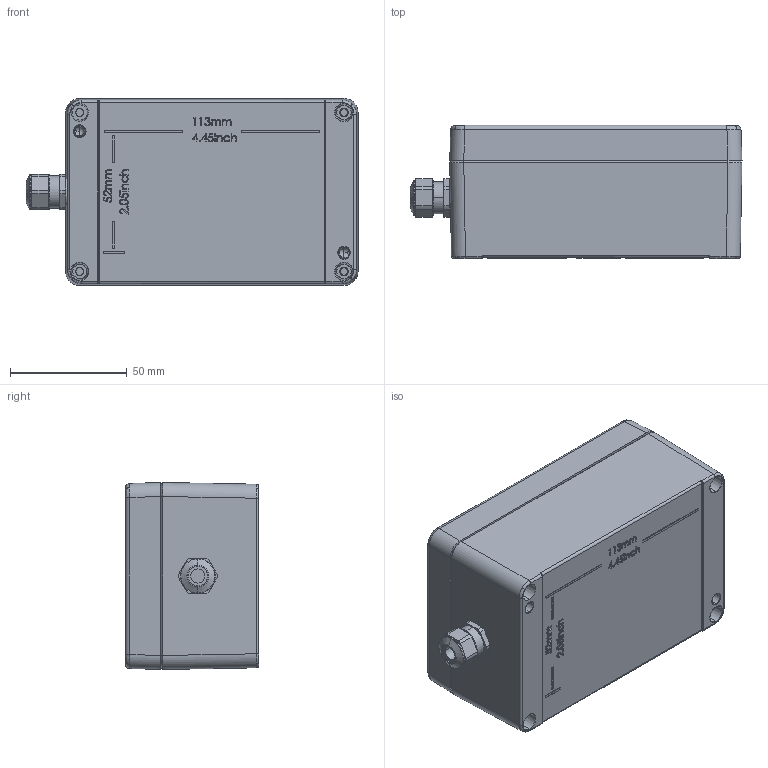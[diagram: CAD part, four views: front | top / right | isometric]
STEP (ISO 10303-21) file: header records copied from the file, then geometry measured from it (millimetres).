
FILE_DESCRIPTION(/* description */ ('VariCAD 2019-3.01 AP-214'),/* implementation_level */ '2;1');
FILE_NAME(/* name */ 'SBG_Box_125x80x57_mit_M12x1.5.stp',/* time_stamp */ '2019-10-14T14:02:04+01:00',/* author */ (''),/* organization */ (''),/* preprocessor_version */ 'VariCAD 2019-3.01',/* originating_system */ 'VariCAD 2019-3.01; kernel version (20180118)',/* authorisation */ '');
FILE_SCHEMA(('AUTOMOTIVE_DESIGN'));
Products named in the file (9): SBG_Box_125x80x57_mit_M12x1.5; 02016_Standard; 01016_Standard; 93132_Standard; 82003_Standard; _1080.12.075 6
Assembly tree (8 placements, depth 2):
  SBG_Box_125x80x57_mit_M12x1.5
    02016_Standard
    01016_Standard
    93132_Standard
    93132_Standard
    93132_Standard
    93132_Standard
    82003_Standard
    _1080.12.075 6
Bounding box: 141.98 x 57 x 80 mm (x, y, z)
Volume: 157802.5 mm3; surface area: 91636 mm2
Topology: 8 solids, 9 shells, 1336 faces, 3238 edges, 1973 vertices
Faces by surface type: bspline 426, plane 405, cylinder 212, cone 148, torus 145
Entity records: 82328 total; most frequent: CARTESIAN_POINT 54921, ORIENTED_EDGE 6428, DIRECTION 4267, EDGE_CURVE 3214, VERTEX_POINT 1973, AXIS2_PLACEMENT_3D 1561, B_SPLINE_CURVE_WITH_KNOTS 1443, EDGE_LOOP 1439
